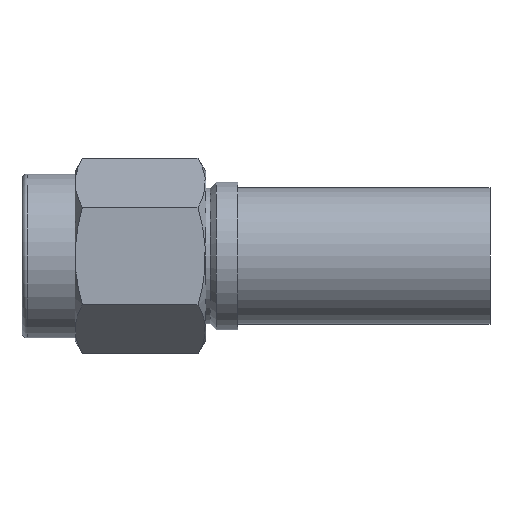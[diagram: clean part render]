
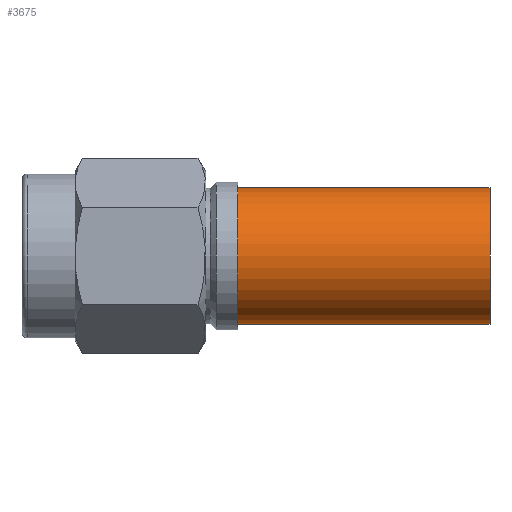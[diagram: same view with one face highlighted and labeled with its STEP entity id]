
A CAD part, left-side view. The second image highlights one B-rep face of the part: STEP entity #3675.
In plain terms, the highlighted cylindrical face has radius 3.225 mm (diameter 6.45 mm), a partial arc.
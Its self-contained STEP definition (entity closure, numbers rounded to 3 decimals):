
#196=CARTESIAN_POINT('',(0.,-1.1,0.));
#197=DIRECTION('',(0.,1.,0.));
#198=DIRECTION('',(0.,0.,-1.));
#199=AXIS2_PLACEMENT_3D('',#196,#197,#198);
#1458=CARTESIAN_POINT('',(0.,-13.05,0.));
#1459=DIRECTION('',(0.,1.,0.));
#1460=DIRECTION('',(0.,0.,-1.));
#1461=AXIS2_PLACEMENT_3D('',#1458,#1459,#1460);
#1463=DIRECTION('',(0.,1.,0.));
#1464=VECTOR('',#1463,11.95);
#1465=CARTESIAN_POINT('',(0.,-13.05,-3.225));
#1466=LINE('',#1465,#1464);
#1472=DIRECTION('',(0.,1.,0.));
#1473=VECTOR('',#1472,11.95);
#1474=CARTESIAN_POINT('',(0.,-13.05,3.225));
#1475=LINE('',#1474,#1473);
#1523=CARTESIAN_POINT('',(0.,-13.05,-3.225));
#1524=CARTESIAN_POINT('',(0.,-13.05,3.225));
#1525=VERTEX_POINT('',#1523);
#1526=VERTEX_POINT('',#1524);
#1529=CARTESIAN_POINT('',(0.,-1.1,-3.225));
#1530=VERTEX_POINT('',#1529);
#1533=CARTESIAN_POINT('',(0.,-1.1,3.225));
#1534=VERTEX_POINT('',#1533);
#3661=CARTESIAN_POINT('',(0.,-13.648,0.));
#3662=DIRECTION('',(0.,1.,0.));
#3663=DIRECTION('',(0.,0.,-1.));
#3664=AXIS2_PLACEMENT_3D('',#3661,#3662,#3663);
#3665=CYLINDRICAL_SURFACE('',#3664,3.225);
#3667=ORIENTED_EDGE('',*,*,#3666,.T.);
#3668=ORIENTED_EDGE('',*,*,#2018,.T.);
#3670=ORIENTED_EDGE('',*,*,#3669,.F.);
#3672=ORIENTED_EDGE('',*,*,#3671,.F.);
#3673=EDGE_LOOP('',(#3667,#3668,#3670,#3672));
#3674=FACE_OUTER_BOUND('',#3673,.F.);
#200=CIRCLE('',#199,3.225);
#1462=CIRCLE('',#1461,3.225);
#2018=EDGE_CURVE('',#1530,#1534,#200,.T.);
#3666=EDGE_CURVE('',#1525,#1530,#1466,.T.);
#3669=EDGE_CURVE('',#1526,#1534,#1475,.T.);
#3671=EDGE_CURVE('',#1525,#1526,#1462,.T.);
#3675=ADVANCED_FACE('',(#3674),#3665,.T.);
